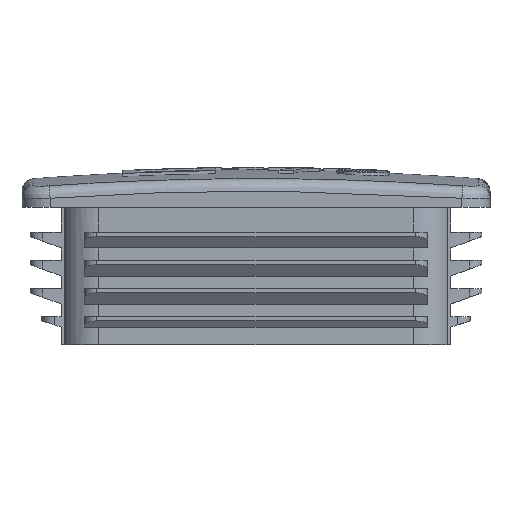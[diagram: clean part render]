
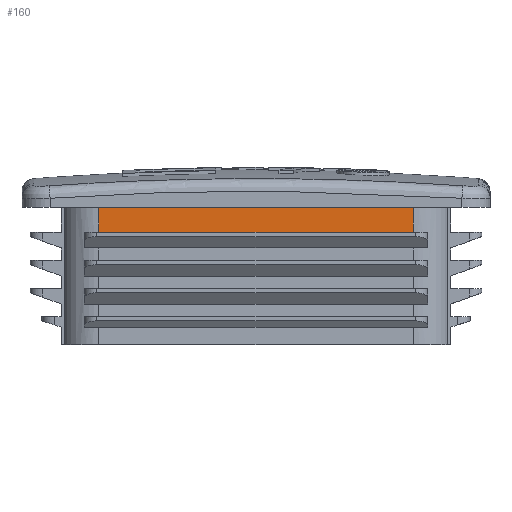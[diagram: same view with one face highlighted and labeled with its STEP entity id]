
A CAD part, front view. The second image highlights one B-rep face of the part: STEP entity #160.
In plain terms, the highlighted planar face has unit normal (0, -1, 0).
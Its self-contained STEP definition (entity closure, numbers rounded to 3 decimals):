
#160 = ADVANCED_FACE( '', ( #508 ), #509, .T. );
#508 = FACE_OUTER_BOUND( '', #3028, .T. );
#509 = PLANE( '', #3029 );
#3028 = EDGE_LOOP( '', ( #4258, #4259, #4260, #4261 ) );
#3029 = AXIS2_PLACEMENT_3D( '', #4262, #4263, #4264 );
#4258 = ORIENTED_EDGE( '', *, *, #5913, .F. );
#4259 = ORIENTED_EDGE( '', *, *, #5805, .T. );
#4260 = ORIENTED_EDGE( '', *, *, #5766, .F. );
#4261 = ORIENTED_EDGE( '', *, *, #5854, .F. );
#4262 = CARTESIAN_POINT( '', ( -25.2, -31.2, 0. ) );
#4263 = DIRECTION( '', ( 0., -1., 0. ) );
#4264 = DIRECTION( '', ( -1., 0., 0. ) );
#5766 = EDGE_CURVE( '', #6622, #6624, #6625, .T. );
#5805 = EDGE_CURVE( '', #6686, #6624, #6687, .T. );
#5854 = EDGE_CURVE( '', #6773, #6622, #6775, .T. );
#5913 = EDGE_CURVE( '', #6686, #6773, #6868, .T. );
#6622 = VERTEX_POINT( '', #9204 );
#6624 = VERTEX_POINT( '', #9206 );
#6625 = LINE( '', #9207, #9208 );
#6686 = VERTEX_POINT( '', #9444 );
#6687 = LINE( '', #9445, #9446 );
#6773 = VERTEX_POINT( '', #9560 );
#6775 = LINE( '', #9562, #9563 );
#6868 = LINE( '', #9698, #9699 );
#9204 = CARTESIAN_POINT( '', ( -25.2, -31.2, 22. ) );
#9206 = CARTESIAN_POINT( '', ( 25.2, -31.2, 22. ) );
#9207 = CARTESIAN_POINT( '', ( -25.2, -31.2, 22. ) );
#9208 = VECTOR( '', #10776, 1000. );
#9444 = CARTESIAN_POINT( '', ( 25.2, -31.2, 18. ) );
#9445 = CARTESIAN_POINT( '', ( 25.2, -31.2, 0. ) );
#9446 = VECTOR( '', #10807, 1000. );
#9560 = CARTESIAN_POINT( '', ( -25.2, -31.2, 18. ) );
#9562 = CARTESIAN_POINT( '', ( -25.2, -31.2, 0. ) );
#9563 = VECTOR( '', #10896, 1000. );
#9698 = CARTESIAN_POINT( '', ( -25.2, -31.2, 18. ) );
#9699 = VECTOR( '', #10987, 1000. );
#10776 = DIRECTION( '', ( 1., 0., 0. ) );
#10807 = DIRECTION( '', ( 0., 0., 1. ) );
#10896 = DIRECTION( '', ( 0., 0., 1. ) );
#10987 = DIRECTION( '', ( -1., 0., 0. ) );
